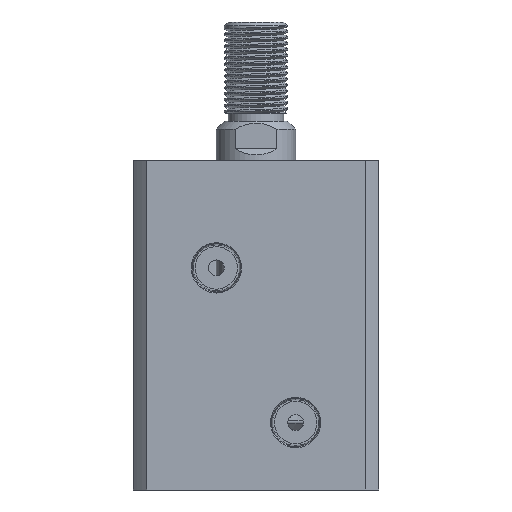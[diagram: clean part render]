
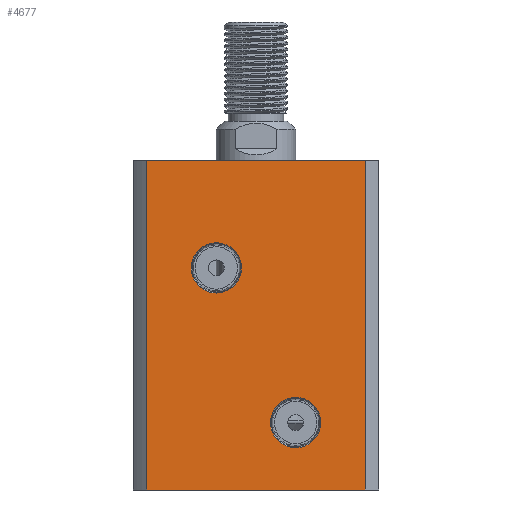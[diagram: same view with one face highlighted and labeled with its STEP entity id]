
A CAD part, left-side view. The second image highlights one B-rep face of the part: STEP entity #4677.
In plain terms, the highlighted planar face has unit normal (-1, 0, 0).
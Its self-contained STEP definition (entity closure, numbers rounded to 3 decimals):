
#454 = DIRECTION ( 'NONE',  ( 1., 0., 0. ) ) ;
#628 = CARTESIAN_POINT ( 'NONE',  ( -31., -27.591, 41.5 ) ) ;
#957 = EDGE_LOOP ( 'NONE', ( #16624, #11398 ) ) ;
#1485 = DIRECTION ( 'NONE',  ( 0., 0., -1. ) ) ;
#2407 = CARTESIAN_POINT ( 'NONE',  ( -31., 27.591, -41.5 ) ) ;
#2644 = DIRECTION ( 'NONE',  ( 0., -1., 0. ) ) ;
#3308 = AXIS2_PLACEMENT_3D ( 'NONE', #20789, #22679, #23041 ) ;
#3319 = FACE_OUTER_BOUND ( 'NONE', #8177, .T. ) ;
#3990 = VECTOR ( 'NONE', #18346, 1000. ) ;
#4677 = ADVANCED_FACE ( 'NONE', ( #12386, #6896, #3319 ), #6396, .F. ) ;
#5327 = ORIENTED_EDGE ( 'NONE', *, *, #25690, .T. ) ;
#5434 = CARTESIAN_POINT ( 'NONE',  ( -31., -10., -24.5 ) ) ;
#5699 = DIRECTION ( 'NONE',  ( -1., 0., 0. ) ) ;
#5744 = LINE ( 'NONE', #2407, #24514 ) ;
#6358 = CARTESIAN_POINT ( 'NONE',  ( -31., -10., -18.165 ) ) ;
#6396 = PLANE ( 'NONE',  #15228 ) ;
#6809 = AXIS2_PLACEMENT_3D ( 'NONE', #9124, #7146, #11224 ) ;
#6896 = FACE_BOUND ( 'NONE', #8835, .T. ) ;
#6940 = AXIS2_PLACEMENT_3D ( 'NONE', #17048, #25196, #19232 ) ;
#7146 = DIRECTION ( 'NONE',  ( -1., 0., 0. ) ) ;
#7530 = ORIENTED_EDGE ( 'NONE', *, *, #23812, .F. ) ;
#7869 = LINE ( 'NONE', #9813, #3990 ) ;
#8177 = EDGE_LOOP ( 'NONE', ( #5327, #7530, #23059, #21123 ) ) ;
#8835 = EDGE_LOOP ( 'NONE', ( #18227, #17889 ) ) ;
#9124 = CARTESIAN_POINT ( 'NONE',  ( -31., 10., 14.5 ) ) ;
#9450 = VERTEX_POINT ( 'NONE', #15117 ) ;
#9489 = EDGE_CURVE ( 'NONE', #9450, #14976, #23813, .T. ) ;
#9637 = VECTOR ( 'NONE', #2644, 1000. ) ;
#9813 = CARTESIAN_POINT ( 'NONE',  ( -31., 27.591, 41.5 ) ) ;
#10451 = CIRCLE ( 'NONE', #6940, 6.335 ) ;
#10679 = VERTEX_POINT ( 'NONE', #21641 ) ;
#11091 = EDGE_CURVE ( 'NONE', #16115, #24291, #22893, .T. ) ;
#11149 = AXIS2_PLACEMENT_3D ( 'NONE', #5434, #5699, #20088 ) ;
#11224 = DIRECTION ( 'NONE',  ( 0., 0., 1. ) ) ;
#11398 = ORIENTED_EDGE ( 'NONE', *, *, #9489, .F. ) ;
#12205 = VERTEX_POINT ( 'NONE', #18899 ) ;
#12386 = FACE_BOUND ( 'NONE', #957, .T. ) ;
#12543 = CARTESIAN_POINT ( 'NONE',  ( -31., 27.591, 41.5 ) ) ;
#13543 = LINE ( 'NONE', #18947, #9637 ) ;
#13565 = CIRCLE ( 'NONE', #11149, 6.335 ) ;
#13854 = VECTOR ( 'NONE', #1485, 1000. ) ;
#14052 = CARTESIAN_POINT ( 'NONE',  ( -31., -27.591, 41.5 ) ) ;
#14976 = VERTEX_POINT ( 'NONE', #18026 ) ;
#15117 = CARTESIAN_POINT ( 'NONE',  ( -31., 10., 8.165 ) ) ;
#15228 = AXIS2_PLACEMENT_3D ( 'NONE', #12543, #454, #16801 ) ;
#15458 = CARTESIAN_POINT ( 'NONE',  ( -31., -10., -30.835 ) ) ;
#15893 = VERTEX_POINT ( 'NONE', #20722 ) ;
#16115 = VERTEX_POINT ( 'NONE', #6358 ) ;
#16624 = ORIENTED_EDGE ( 'NONE', *, *, #18668, .F. ) ;
#16801 = DIRECTION ( 'NONE',  ( 0., 1., 0. ) ) ;
#17048 = CARTESIAN_POINT ( 'NONE',  ( -31., 10., 14.5 ) ) ;
#17261 = EDGE_CURVE ( 'NONE', #10679, #15893, #7869, .T. ) ;
#17889 = ORIENTED_EDGE ( 'NONE', *, *, #22116, .F. ) ;
#18026 = CARTESIAN_POINT ( 'NONE',  ( -31., 10., 20.835 ) ) ;
#18227 = ORIENTED_EDGE ( 'NONE', *, *, #11091, .F. ) ;
#18346 = DIRECTION ( 'NONE',  ( 0., 0., -1. ) ) ;
#18668 = EDGE_CURVE ( 'NONE', #14976, #9450, #10451, .T. ) ;
#18899 = CARTESIAN_POINT ( 'NONE',  ( -31., -27.591, -41.5 ) ) ;
#18947 = CARTESIAN_POINT ( 'NONE',  ( -31., 27.591, 41.5 ) ) ;
#19232 = DIRECTION ( 'NONE',  ( 0., 0., 1. ) ) ;
#20088 = DIRECTION ( 'NONE',  ( 0., 0., 1. ) ) ;
#20722 = CARTESIAN_POINT ( 'NONE',  ( -31., 27.591, -41.5 ) ) ;
#20789 = CARTESIAN_POINT ( 'NONE',  ( -31., -10., -24.5 ) ) ;
#21123 = ORIENTED_EDGE ( 'NONE', *, *, #17261, .T. ) ;
#21641 = CARTESIAN_POINT ( 'NONE',  ( -31., 27.591, 41.5 ) ) ;
#22116 = EDGE_CURVE ( 'NONE', #24291, #16115, #13565, .T. ) ;
#22417 = VERTEX_POINT ( 'NONE', #628 ) ;
#22679 = DIRECTION ( 'NONE',  ( -1., 0., 0. ) ) ;
#22893 = CIRCLE ( 'NONE', #3308, 6.335 ) ;
#23041 = DIRECTION ( 'NONE',  ( 0., 0., 1. ) ) ;
#23045 = DIRECTION ( 'NONE',  ( 0., -1., 0. ) ) ;
#23059 = ORIENTED_EDGE ( 'NONE', *, *, #24102, .F. ) ;
#23812 = EDGE_CURVE ( 'NONE', #22417, #12205, #24875, .T. ) ;
#23813 = CIRCLE ( 'NONE', #6809, 6.335 ) ;
#24102 = EDGE_CURVE ( 'NONE', #10679, #22417, #13543, .T. ) ;
#24291 = VERTEX_POINT ( 'NONE', #15458 ) ;
#24514 = VECTOR ( 'NONE', #23045, 1000. ) ;
#24875 = LINE ( 'NONE', #14052, #13854 ) ;
#25196 = DIRECTION ( 'NONE',  ( -1., 0., 0. ) ) ;
#25690 = EDGE_CURVE ( 'NONE', #15893, #12205, #5744, .T. ) ;
